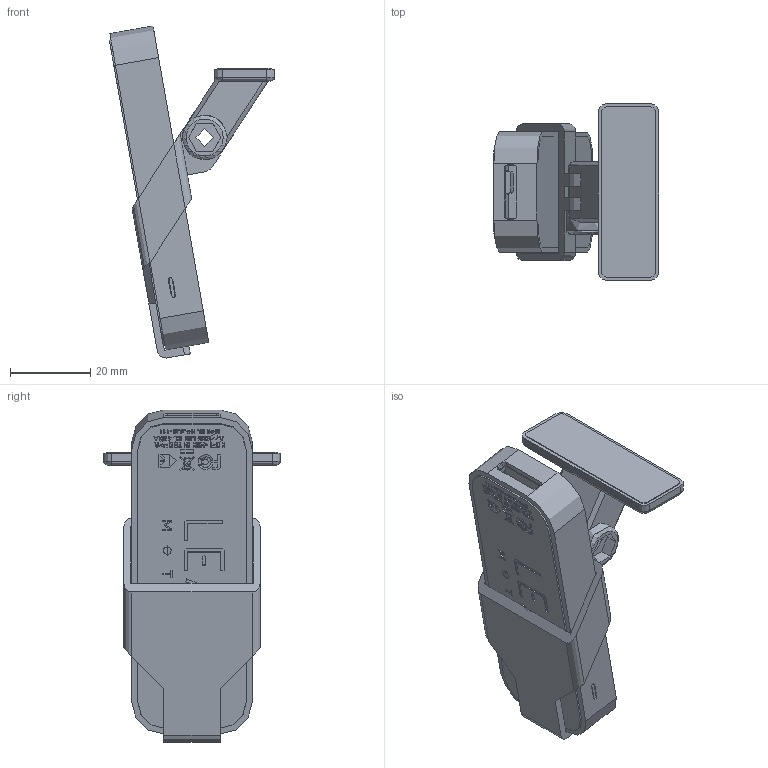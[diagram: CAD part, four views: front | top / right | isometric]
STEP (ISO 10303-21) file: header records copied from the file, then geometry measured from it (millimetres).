
FILE_DESCRIPTION(/* description */ (''),/* implementation_level */ '2;1');
FILE_NAME(/* name */ 'Leap_Facial_Tracking_Mount.step',/* time_stamp */ '2024-03-24T19:25:37+09:00',/* author */ (''),/* organization */ (''),/* preprocessor_version */ 'ST-DEVELOPER v20',/* originating_system */ 'Autodesk Translation Framework v12.20.1.177',/* authorisation */ '');
FILE_SCHEMA (('AUTOMOTIVE_DESIGN { 1 0 10303 214 3 1 1 }'));
Products named in the file (18): Valve_Index_Facial_Tracker; LMC; #55582; #55583; Assembly 1 <1>; leapmotion_me_asm_0606 <1>; SUPPORT_SPONGE; LED_LENS; MAIN_HOUSING; LED_LENS_ADHESIVE; CONDUCTIVE_FABRIC; USB_SPONGE; HOUSING_FRAME; CONDUCTIVE_SPONGE; MAIN_LENS; TPU_ME_ASM <1>; TPU_ADHESIVE; TPU_DECO
Assembly tree (17 placements, depth 8):
  Valve_Index_Facial_Tracker
    LMC
      #55582
        #55583
          Assembly 1 <1>
            leapmotion_me_asm_0606 <1>
              SUPPORT_SPONGE
              LED_LENS
              MAIN_HOUSING
              LED_LENS_ADHESIVE
              CONDUCTIVE_FABRIC
              USB_SPONGE
              HOUSING_FRAME
              CONDUCTIVE_SPONGE
              MAIN_LENS
              TPU_ME_ASM <1>
                TPU_ADHESIVE
                TPU_DECO
Bounding box: 41.15 x 44 x 82.66 mm (x, y, z)
Volume: 21031.8 mm3; surface area: 41404 mm2
Topology: 14 solids, 14 shells, 1210 faces, 3223 edges, 2126 vertices
Faces by surface type: plane 855, cylinder 148, bspline 134, cone 62, torus 11
Full cylindrical faces by diameter (mm): 1.02 x4, 1.45 x5, 2.2 x5, 2.3 x5, 4.4 x5, 11.2 x1
Entity records: 55661 total; most frequent: CARTESIAN_POINT 24921, ORIENTED_EDGE 6442, DIRECTION 5658, EDGE_CURVE 3221, LINE 2436, VECTOR 2436, VERTEX_POINT 2126, AXIS2_PLACEMENT_3D 1611
